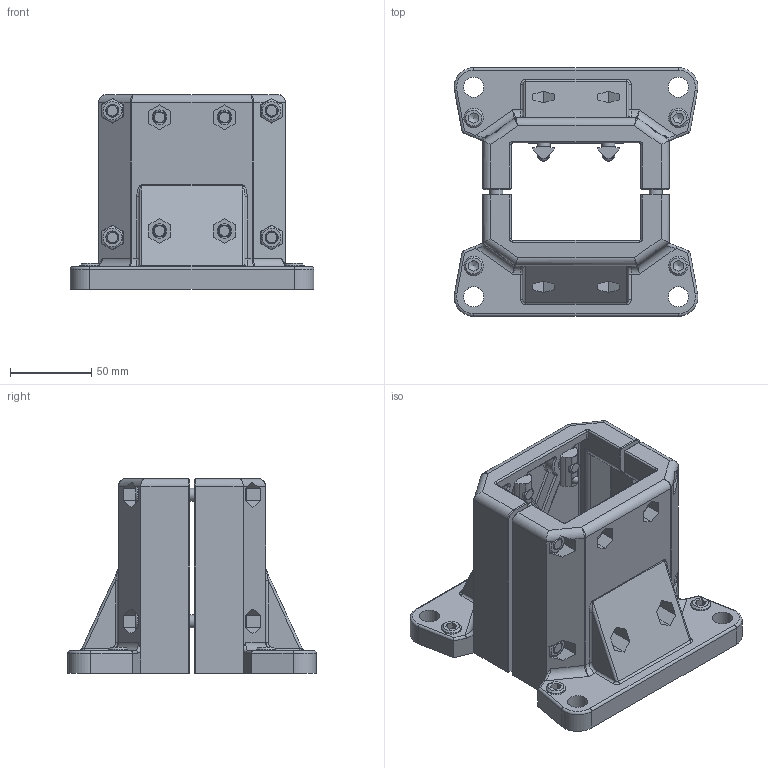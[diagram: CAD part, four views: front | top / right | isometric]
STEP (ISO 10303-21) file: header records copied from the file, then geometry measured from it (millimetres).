
FILE_DESCRIPTION((''),'2;1');
FILE_NAME('SZ8081N.stp','2012-11-24T11:36:02',('marina kaa'),(''),'Autodesk Inventor 2012','Autodesk Inventor 2012','');
FILE_SCHEMA(('AUTOMOTIVE_DESIGN { 1 0 10303 214 1 1 1 1 }'));
Length unit declared in the file: millimetre
Products named in the file (1): SZ8081_K
Bounding box: 149.99 x 153 x 120 mm (x, y, z)
Volume: 559326.4 mm3; surface area: 156084.8 mm2
Topology: 5 solids, 5 shells, 1078 faces, 2664 edges, 1620 vertices
Faces by surface type: plane 462, cylinder 352, torus 92, bspline 76, cone 76, sphere 20
Full cylindrical faces by diameter (mm): 4.5 x4, 5.1 x4, 8 x8, 9 x16, 10.106 x4, 12 x4, 12.5 x4, 13 x8
Entity records: 36285 total; most frequent: CARTESIAN_POINT 10841, DIRECTION 5122, ORIENTED_EDGE 4896, EDGE_CURVE 2448, AXIS2_PLACEMENT_3D 1907, VERTEX_POINT 1556, VECTOR 1308, LINE 1308
